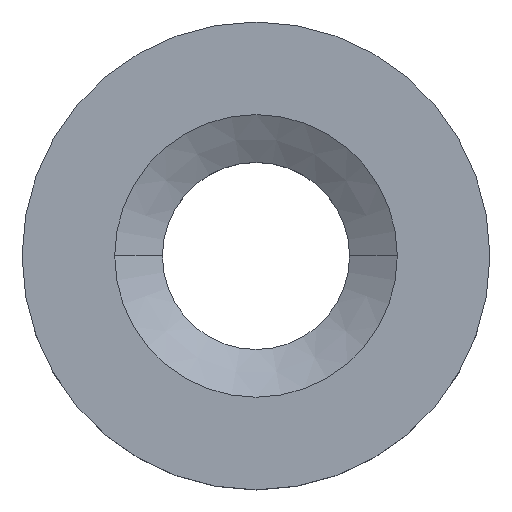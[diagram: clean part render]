
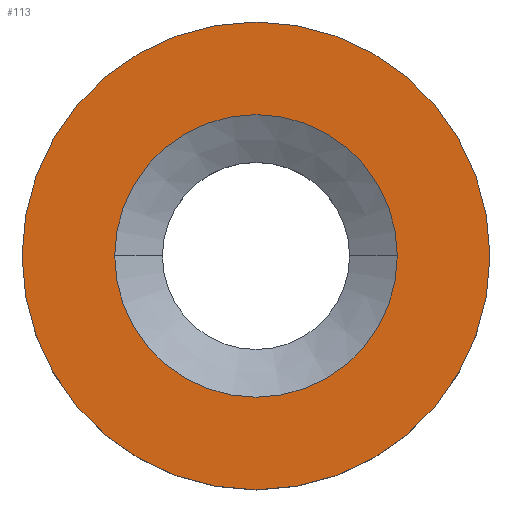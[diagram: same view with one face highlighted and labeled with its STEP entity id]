
A CAD part, top view. The second image highlights one B-rep face of the part: STEP entity #113.
In plain terms, the highlighted planar face has unit normal (0, 0, 1).
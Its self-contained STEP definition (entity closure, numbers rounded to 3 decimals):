
#69=VERTEX_POINT('',#156);
#73=EDGE_CURVE('',#119,#69,#160,.T.);
#83=EDGE_CURVE('',#101,#91,#171,.T.);
#87=EDGE_CURVE('',#91,#101,#176,.T.);
#91=VERTEX_POINT('',#180);
#93=EDGE_CURVE('',#69,#119,#182,.T.);
#101=VERTEX_POINT('',#190);
#113=ADVANCED_FACE('',(#204,#205),#206,.T.);
#119=VERTEX_POINT('',#213);
#156=CARTESIAN_POINT('',(12.0,0.,5.));
#160=CIRCLE('',#252,12.0);
#171=CIRCLE('',#266,7.25);
#176=CIRCLE('',#272,7.25);
#180=CARTESIAN_POINT('',(7.25,0.,5.));
#182=CIRCLE('',#279,12.0);
#190=CARTESIAN_POINT('',(-7.25,0.,5.));
#204=FACE_OUTER_BOUND('',#309,.T.);
#205=FACE_BOUND('',#310,.T.);
#206=PLANE('',#311);
#213=CARTESIAN_POINT('',(-12.0,0.,5.));
#252=AXIS2_PLACEMENT_3D('',#350,#351,#352);
#266=AXIS2_PLACEMENT_3D('',#366,#367,#368);
#272=AXIS2_PLACEMENT_3D('',#377,#378,#379);
#279=AXIS2_PLACEMENT_3D('',#380,#381,#382);
#309=EDGE_LOOP('',(#401,#402));
#310=EDGE_LOOP('',(#403,#404));
#311=AXIS2_PLACEMENT_3D('',#405,#406,#407);
#350=CARTESIAN_POINT('',(0.0,0.,5.));
#351=DIRECTION('',(-0.0,0.0,-1.0));
#352=DIRECTION('',(-1.0,0.,0.0));
#366=CARTESIAN_POINT('',(0.0,0.,5.));
#367=DIRECTION('',(-0.0,0.0,-1.0));
#368=DIRECTION('',(-1.0,0.,0.0));
#377=CARTESIAN_POINT('',(0.0,0.,5.));
#378=DIRECTION('',(-0.0,0.0,-1.0));
#379=DIRECTION('',(-1.0,0.,0.0));
#380=CARTESIAN_POINT('',(0.0,0.,5.));
#381=DIRECTION('',(-0.0,0.0,-1.0));
#382=DIRECTION('',(-1.0,0.,0.0));
#401=ORIENTED_EDGE('',*,*,#73,.F.);
#402=ORIENTED_EDGE('',*,*,#93,.F.);
#403=ORIENTED_EDGE('',*,*,#83,.T.);
#404=ORIENTED_EDGE('',*,*,#87,.T.);
#405=CARTESIAN_POINT('',(-9.625,0.,5.));
#406=DIRECTION('',(0.0,0.0,1.0));
#407=DIRECTION('',(-1.0,0.,0.0));
